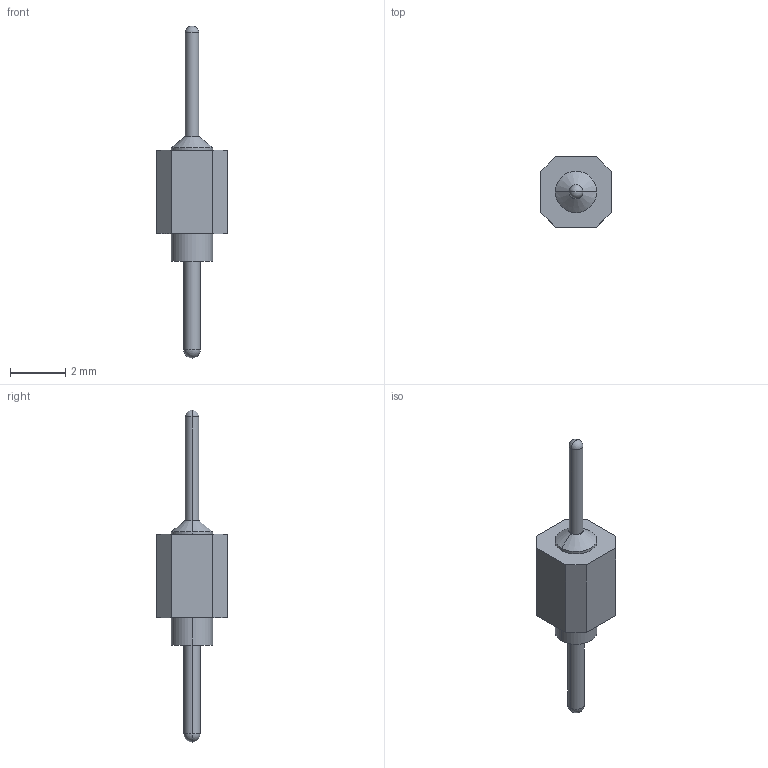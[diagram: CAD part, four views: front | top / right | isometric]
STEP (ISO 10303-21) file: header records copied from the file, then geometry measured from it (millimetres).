
FILE_DESCRIPTION (( 'STEP AP214' ), '1' );
FILE_NAME ('1x1 male.stp', '2023-01-16T00:09:35', ( '' ), ( '' ), 'SwSTEP 2.0', 'SolidWorks 2022', '' );
FILE_SCHEMA (( 'AUTOMOTIVE_DESIGN' ));
Length unit declared in the file: millimetre
Products named in the file (1): 1x1 male
Bounding box: 2.54 x 2.54 x 12 mm (x, y, z)
Volume: 21.8 mm3; surface area: 56.7 mm2
Topology: 1 solids, 1 shells, 26 faces, 64 edges, 40 vertices
Faces by surface type: plane 12, cylinder 8, sphere 4, cone 2
Entity records: 920 total; most frequent: DIRECTION 132, CARTESIAN_POINT 119, ORIENTED_EDGE 112, EDGE_CURVE 56, AXIS2_PLACEMENT_3D 49, VERTEX_POINT 36, LINE 34, VECTOR 34
